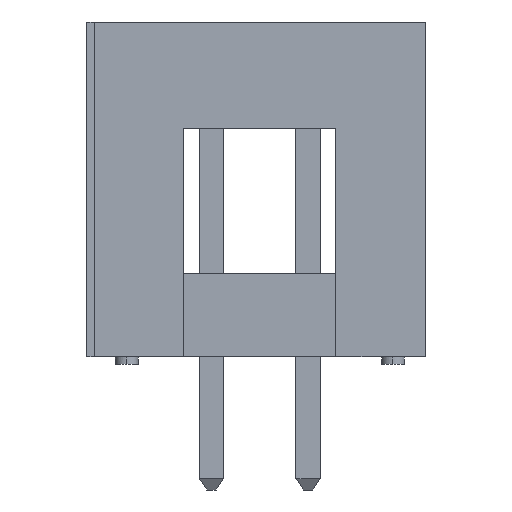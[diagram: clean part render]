
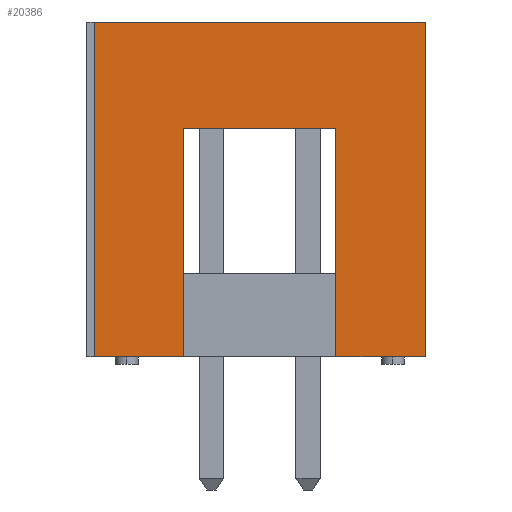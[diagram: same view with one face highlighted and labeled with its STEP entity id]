
A CAD part, left-side view. The second image highlights one B-rep face of the part: STEP entity #20386.
In plain terms, the highlighted planar face has unit normal (-1, 0, 0).
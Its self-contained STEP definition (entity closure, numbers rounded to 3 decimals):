
#210 = DIRECTION ( 'NONE',  ( 0., 1., 0. ) ) ;
#488 = DIRECTION ( 'NONE',  ( 0., 0., -1. ) ) ;
#613 = CARTESIAN_POINT ( 'NONE',  ( -2.54, 4.4, 6. ) ) ;
#915 = VECTOR ( 'NONE', #488, 1000. ) ;
#935 = CARTESIAN_POINT ( 'NONE',  ( -2.54, 8.75, 8.8 ) ) ;
#1931 = LINE ( 'NONE', #613, #4411 ) ;
#3268 = LINE ( 'NONE', #935, #6947 ) ;
#3563 = VECTOR ( 'NONE', #12717, 1000. ) ;
#4398 = ORIENTED_EDGE ( 'NONE', *, *, #24251, .F. ) ;
#4411 = VECTOR ( 'NONE', #6765, 1000. ) ;
#4453 = VECTOR ( 'NONE', #14615, 1000. ) ;
#5428 = VERTEX_POINT ( 'NONE', #13892 ) ;
#6700 = EDGE_CURVE ( 'NONE', #20305, #8031, #3268, .T. ) ;
#6765 = DIRECTION ( 'NONE',  ( 0., -1., 0. ) ) ;
#6943 = CARTESIAN_POINT ( 'NONE',  ( -2.54, 6.4, 6. ) ) ;
#6947 = VECTOR ( 'NONE', #12172, 1000. ) ;
#7521 = VERTEX_POINT ( 'NONE', #18066 ) ;
#7553 = EDGE_CURVE ( 'NONE', #14536, #7521, #18635, .T. ) ;
#8031 = VERTEX_POINT ( 'NONE', #15815 ) ;
#9317 = VERTEX_POINT ( 'NONE', #13576 ) ;
#9499 = LINE ( 'NONE', #26348, #16961 ) ;
#9547 = VERTEX_POINT ( 'NONE', #6943 ) ;
#9687 = CARTESIAN_POINT ( 'NONE',  ( -2.54, 0., 8.8 ) ) ;
#10408 = VERTEX_POINT ( 'NONE', #18618 ) ;
#10452 = DIRECTION ( 'NONE',  ( 0., 1., 0. ) ) ;
#11584 = FACE_OUTER_BOUND ( 'NONE', #21999, .T. ) ;
#11678 = EDGE_CURVE ( 'NONE', #5428, #9317, #15959, .T. ) ;
#12172 = DIRECTION ( 'NONE',  ( 0., 0., -1. ) ) ;
#12717 = DIRECTION ( 'NONE',  ( 0., 1., 0. ) ) ;
#13247 = DIRECTION ( 'NONE',  ( 0., 0., 1. ) ) ;
#13576 = CARTESIAN_POINT ( 'NONE',  ( -2.54, 2.4, 0. ) ) ;
#13892 = CARTESIAN_POINT ( 'NONE',  ( -2.54, 2.4, 6. ) ) ;
#13936 = ORIENTED_EDGE ( 'NONE', *, *, #26143, .F. ) ;
#14115 = DIRECTION ( 'NONE',  ( 0., 0., -1. ) ) ;
#14424 = EDGE_CURVE ( 'NONE', #10408, #9547, #9499, .T. ) ;
#14536 = VERTEX_POINT ( 'NONE', #25178 ) ;
#14615 = DIRECTION ( 'NONE',  ( 0., 1., 0. ) ) ;
#14633 = ORIENTED_EDGE ( 'NONE', *, *, #17523, .T. ) ;
#14758 = ORIENTED_EDGE ( 'NONE', *, *, #23257, .T. ) ;
#15815 = CARTESIAN_POINT ( 'NONE',  ( -2.54, 8.75, 0. ) ) ;
#15959 = LINE ( 'NONE', #24832, #915 ) ;
#16809 = ORIENTED_EDGE ( 'NONE', *, *, #14424, .T. ) ;
#16817 = LINE ( 'NONE', #25659, #4453 ) ;
#16961 = VECTOR ( 'NONE', #13247, 1000. ) ;
#17460 = LINE ( 'NONE', #24293, #18103 ) ;
#17523 = EDGE_CURVE ( 'NONE', #14536, #20305, #16817, .T. ) ;
#18066 = CARTESIAN_POINT ( 'NONE',  ( -2.54, 0.05, 0. ) ) ;
#18103 = VECTOR ( 'NONE', #10452, 1000. ) ;
#18618 = CARTESIAN_POINT ( 'NONE',  ( -2.54, 6.4, 0. ) ) ;
#18635 = LINE ( 'NONE', #25180, #25567 ) ;
#19049 = CARTESIAN_POINT ( 'NONE',  ( -2.54, 8.75, 8.8 ) ) ;
#19407 = CARTESIAN_POINT ( 'NONE',  ( -2.54, 4.552, 0. ) ) ;
#19835 = LINE ( 'NONE', #19407, #3563 ) ;
#20305 = VERTEX_POINT ( 'NONE', #19049 ) ;
#20386 = ADVANCED_FACE ( 'NONE', ( #11584 ), #25133, .T. ) ;
#20517 = AXIS2_PLACEMENT_3D ( 'NONE', #9687, #22947, #210 ) ;
#21999 = EDGE_LOOP ( 'NONE', ( #14633, #25509, #4398, #16809, #14758, #23961, #13936, #23414 ) ) ;
#22947 = DIRECTION ( 'NONE',  ( -1., 0., 0. ) ) ;
#23257 = EDGE_CURVE ( 'NONE', #9547, #5428, #1931, .T. ) ;
#23414 = ORIENTED_EDGE ( 'NONE', *, *, #7553, .F. ) ;
#23961 = ORIENTED_EDGE ( 'NONE', *, *, #11678, .T. ) ;
#24251 = EDGE_CURVE ( 'NONE', #10408, #8031, #19835, .T. ) ;
#24293 = CARTESIAN_POINT ( 'NONE',  ( -2.54, 4.552, 0. ) ) ;
#24832 = CARTESIAN_POINT ( 'NONE',  ( -2.54, 2.4, 4.4 ) ) ;
#25133 = PLANE ( 'NONE',  #20517 ) ;
#25178 = CARTESIAN_POINT ( 'NONE',  ( -2.54, 0.05, 8.8 ) ) ;
#25180 = CARTESIAN_POINT ( 'NONE',  ( -2.54, 0.05, 0. ) ) ;
#25509 = ORIENTED_EDGE ( 'NONE', *, *, #6700, .T. ) ;
#25567 = VECTOR ( 'NONE', #14115, 1000. ) ;
#25659 = CARTESIAN_POINT ( 'NONE',  ( -2.54, 4.4, 8.8 ) ) ;
#26143 = EDGE_CURVE ( 'NONE', #7521, #9317, #17460, .T. ) ;
#26348 = CARTESIAN_POINT ( 'NONE',  ( -2.54, 6.4, 4.4 ) ) ;
